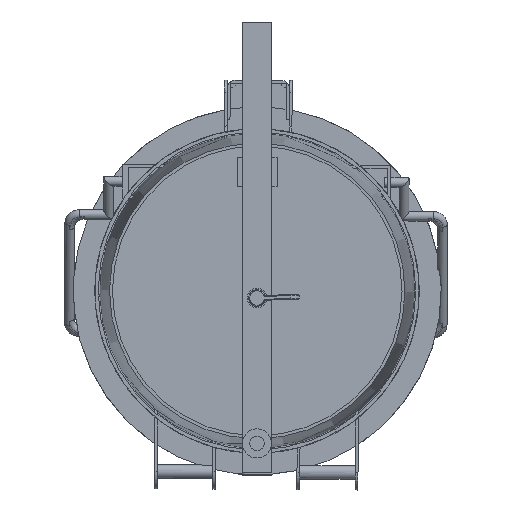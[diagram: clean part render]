
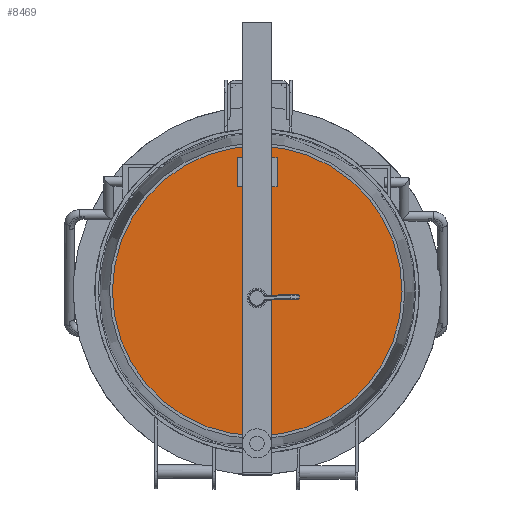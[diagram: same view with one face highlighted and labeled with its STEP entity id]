
A CAD part, front view. The second image highlights one B-rep face of the part: STEP entity #8469.
In plain terms, the highlighted face is planar.
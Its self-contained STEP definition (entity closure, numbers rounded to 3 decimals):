
#8317=CARTESIAN_POINT('',(0.0,-76.25,-149.5));
#8318=VERTEX_POINT('',#8317);
#8319=CARTESIAN_POINT('',(0.0,-76.25,0.0));
#8320=DIRECTION('',(1.0,0.0,0.0));
#8321=DIRECTION('',(0.0,0.0,1.0));
#8322=AXIS2_PLACEMENT_3D('',#8319,#8320,#8321);
#8323=CIRCLE('',#8322,149.5);
#8324=EDGE_CURVE('',#8318,#8318,#8323,.T.);
#8461=CARTESIAN_POINT('',(0.0,0.0,0.0));
#8462=DIRECTION('',(1.0,0.0,0.0));
#8463=DIRECTION('',(0.0,0.0,-1.0));
#8464=AXIS2_PLACEMENT_3D('',#8461,#8462,#8463);
#8465=PLANE('',#8464);
#8466=ORIENTED_EDGE('',*,*,#8324,.T.);
#8467=EDGE_LOOP('',(#8466));
#8468=FACE_OUTER_BOUND('',#8467,.T.);
#8469=ADVANCED_FACE('',(#8468),#8465,.T.);
